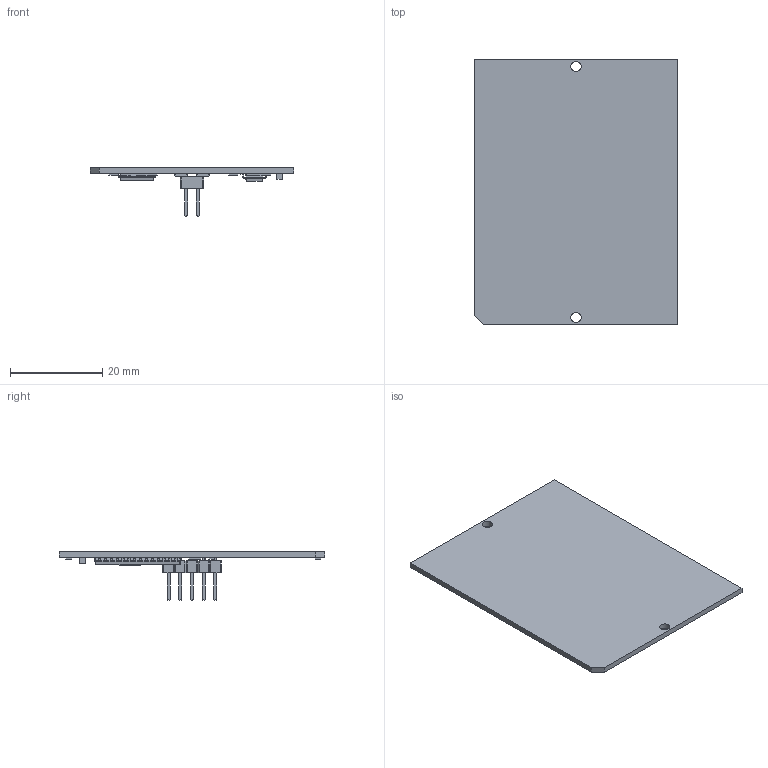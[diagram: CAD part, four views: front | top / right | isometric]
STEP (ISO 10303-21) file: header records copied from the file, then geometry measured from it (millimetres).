
FILE_DESCRIPTION(('FreeCAD Model'),'2;1');
FILE_NAME('Open CASCADE Shape Model','2023-10-04T12:45:10',(''),(''), 'Open CASCADE STEP processor 7.6','FreeCAD','Unknown');
FILE_SCHEMA(('AUTOMOTIVE_DESIGN { 1 0 10303 214 1 1 1 1 }'));
Length unit declared in the file: millimetre
Products named in the file (12): etl_module_pcb_thermal_mockup_v3; Local_CS_a824; Board_Geoms_a824; Pcb_a824; PCB_Sketch_a824; Step_Models_a824; Bot_a824; U6_SOIC_8_39x49mm_P127mm_2d7ca25d4c39; R13_R_0805_2012Metric_0bdda5f4ecf0; C2_C_0805_2012Metric_0e093ad6aa1c; J3_PinHeader_2x05_P254mm_Vertical_SMD_8a7a4e189375; U5_SOIC_28W_75x187mm_P127mm_5574e2bc734c
Assembly tree (25 placements, depth 4):
  etl_module_pcb_thermal_mockup_v3
    Local_CS_a824
    Board_Geoms_a824
      Pcb_a824
      PCB_Sketch_a824
    Step_Models_a824
      Bot_a824
        U6_SOIC_8_39x49mm_P127mm_2d7ca25d4c39
        R13_R_0805_2012Metric_0bdda5f4ecf0  x13
        C2_C_0805_2012Metric_0e093ad6aa1c  x3
        J3_PinHeader_2x05_P254mm_Vertical_SMD_8a7a4e189375
        U5_SOIC_28W_75x187mm_P127mm_5574e2bc734c
Bounding box: 44.1 x 57.5 x 10.5 mm (x, y, z)
Volume: 3494.9 mm3; surface area: 6371.7 mm2
Topology: 20 solids, 20 shells, 1287 faces, 3338 edges, 2124 vertices
Faces by surface type: plane 905, cylinder 298, bspline 84
Full cylindrical faces by diameter (mm): 0.4 x1, 0.6 x1, 2.2 x2
Entity records: 34126 total; most frequent: CARTESIAN_POINT 5139, ORIENTED_EDGE 4746, DIRECTION 4392, EDGE_CURVE 2373, LINE 1958, VECTOR 1958, VERTEX_POINT 1490, AXIS2_PLACEMENT_3D 1217
